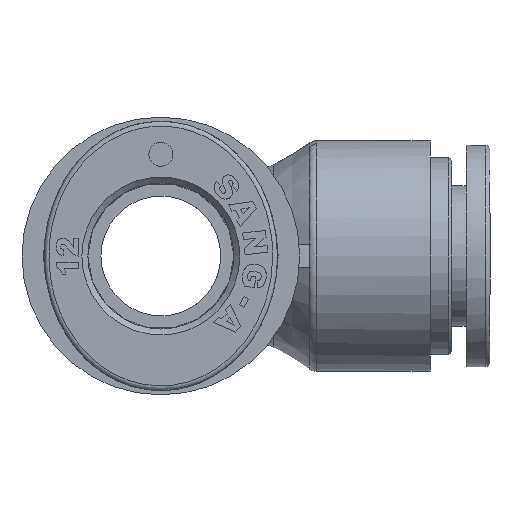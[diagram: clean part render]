
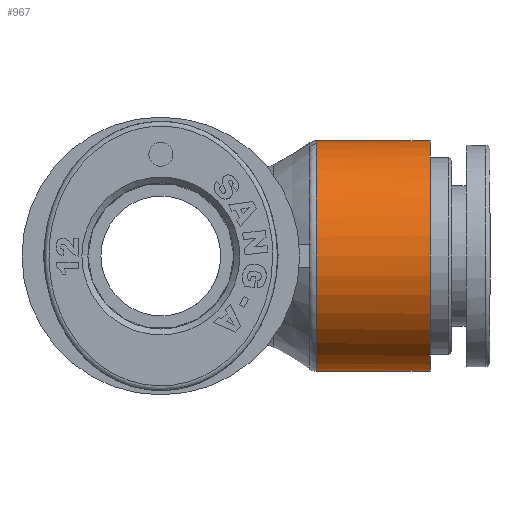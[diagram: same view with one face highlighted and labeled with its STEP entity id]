
A CAD part, left-side view. The second image highlights one B-rep face of the part: STEP entity #967.
In plain terms, the highlighted cylindrical face has radius 9.65 mm (diameter 19.3 mm), a full revolution.
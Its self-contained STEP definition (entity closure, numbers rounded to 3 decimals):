
#619=CARTESIAN_POINT('',(-9.65,-12.983,0.0));
#620=VERTEX_POINT('',#619);
#621=CARTESIAN_POINT('',(0.,-12.983,0.0));
#622=DIRECTION('',(0.0,1.0,0.0));
#623=DIRECTION('',(1.0,0.0,0.0));
#624=AXIS2_PLACEMENT_3D('',#621,#622,#623);
#625=CIRCLE('',#624,9.65);
#626=EDGE_CURVE('',#620,#620,#625,.T.);
#948=CARTESIAN_POINT('',(0.,-17.6,0.0));
#949=DIRECTION('',(0.,1.0,0.0));
#950=DIRECTION('',(-1.0,0.0,0.0));
#951=AXIS2_PLACEMENT_3D('',#948,#949,#950);
#952=CYLINDRICAL_SURFACE('',#951,9.65);
#953=CARTESIAN_POINT('',(-9.65,-22.5,0.0));
#954=VERTEX_POINT('',#953);
#955=CARTESIAN_POINT('',(0.,-22.5,0.0));
#956=DIRECTION('',(0.0,1.0,0.0));
#957=DIRECTION('',(-1.0,0.0,0.0));
#958=AXIS2_PLACEMENT_3D('',#955,#956,#957);
#959=CIRCLE('',#958,9.65);
#960=EDGE_CURVE('',#954,#954,#959,.T.);
#961=ORIENTED_EDGE('',*,*,#960,.T.);
#962=EDGE_LOOP('',(#961));
#963=FACE_OUTER_BOUND('',#962,.T.);
#964=ORIENTED_EDGE('',*,*,#626,.F.);
#965=EDGE_LOOP('',(#964));
#966=FACE_BOUND('',#965,.T.);
#967=ADVANCED_FACE('',(#963,#966),#952,.T.);
